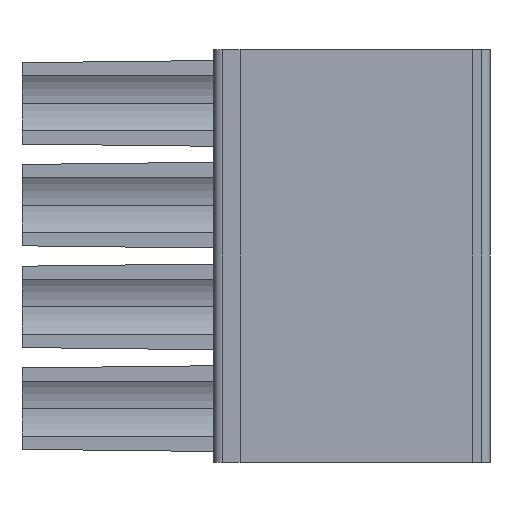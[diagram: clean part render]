
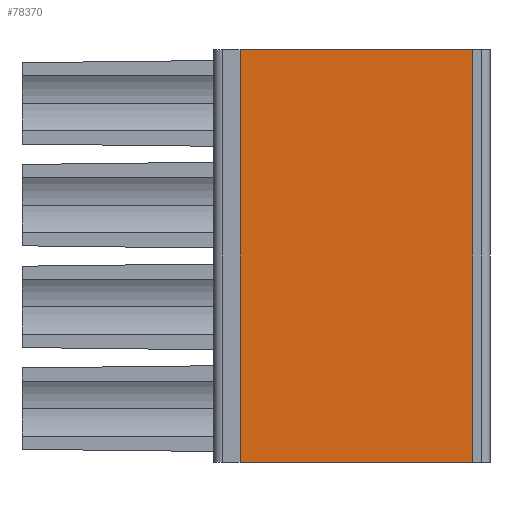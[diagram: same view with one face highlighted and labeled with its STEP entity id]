
A CAD part, front view. The second image highlights one B-rep face of the part: STEP entity #78370.
In plain terms, the highlighted planar face has unit normal (0, -1, 0).
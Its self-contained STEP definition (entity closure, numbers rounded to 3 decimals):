
#7900=CARTESIAN_POINT('',(42.611,29.382,
   77.405));
#7910=VERTEX_POINT('',#7900);
#7960=CARTESIAN_POINT('',(42.611,29.382,
   68.555));
#7970=DIRECTION('',(0.,0.,
   1.));
#7980=VECTOR('',#7970,1.);
#7990=LINE('',#7960,#7980);
#8000=CARTESIAN_POINT('',(42.611,29.382,
   63.205));
#8010=VERTEX_POINT('',#8000);
#8020=EDGE_CURVE('',#8010,#7910,#7990,.T.);
#20520=CARTESIAN_POINT('',(50.611,29.382
   ,77.405));
#20530=VERTEX_POINT('',#20520);
#20560=CARTESIAN_POINT('',(47.956,29.382
   ,77.405));
#20570=DIRECTION('',(-1.,0.,
   0.));
#20580=VECTOR('',#20570,1.);
#20590=LINE('',#20560,#20580);
#20600=EDGE_CURVE('',#20530,#7910,#20590,.T.);
#59850=CARTESIAN_POINT('',(50.611,29.382
   ,63.205));
#59860=VERTEX_POINT('',#59850);
#59890=CARTESIAN_POINT('',(50.611,29.382
   ,72.055));
#59900=DIRECTION('',(0.,0.,
   1.));
#59910=VECTOR('',#59900,1.);
#59920=LINE('',#59890,#59910);
#59930=EDGE_CURVE('',#59860,#20530,#59920,.T.);
#78210=CARTESIAN_POINT('',(42.611,29.382
   ,72.055));
#78220=DIRECTION('',(0.,-1.,
   0.));
#78230=DIRECTION('',(-1.,0.,
   0.));
#78240=AXIS2_PLACEMENT_3D('',#78210,#78220,#78230);
#78250=PLANE('',#78240);
#78260=ORIENTED_EDGE('',*,*,#20600,.T.);
#78270=ORIENTED_EDGE('',*,*,#59930,.T.);
#78280=CARTESIAN_POINT('',(47.956,29.382
   ,63.205));
#78290=DIRECTION('',(-1.,0.,
   0.));
#78300=VECTOR('',#78290,1.);
#78310=LINE('',#78280,#78300);
#78320=EDGE_CURVE('',#59860,#8010,#78310,.T.);
#78330=ORIENTED_EDGE('',*,*,#78320,.F.);
#78340=ORIENTED_EDGE('',*,*,#8020,.F.);
#78350=EDGE_LOOP('',(#78340,#78330,#78270,#78260));
#78360=FACE_OUTER_BOUND('',#78350,.T.);
#78370=ADVANCED_FACE('',(#78360),#78250,.T.);
